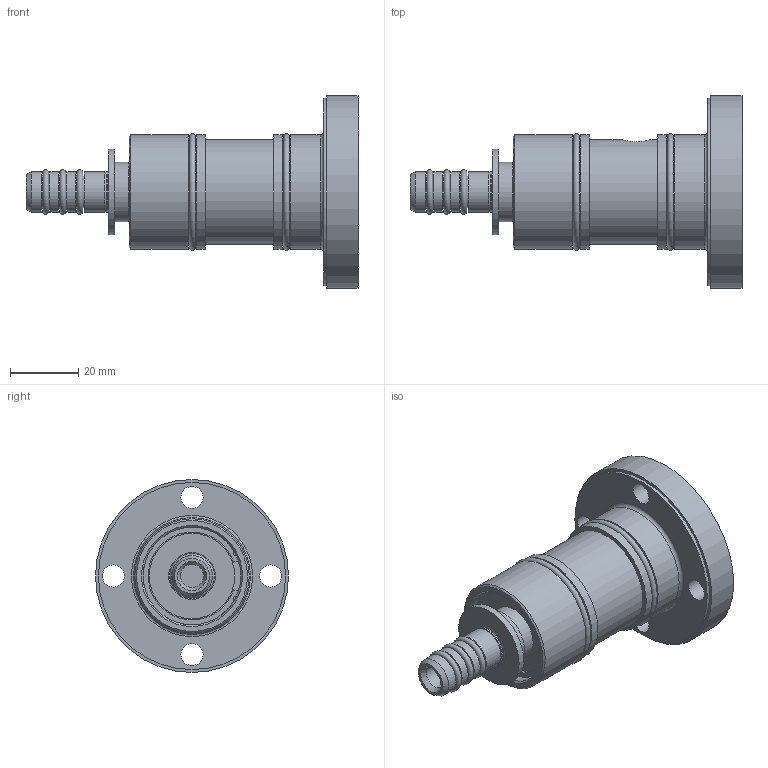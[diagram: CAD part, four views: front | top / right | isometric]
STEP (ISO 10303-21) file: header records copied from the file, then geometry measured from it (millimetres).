
FILE_DESCRIPTION(/* description */ (''),/* implementation_level */ '2;1');
FILE_NAME(/* name */ '1117-420-415-IC.stp',/* time_stamp */ '2020-05-14T13:59:48-05:00',/* author */ ('moorera'),/* organization */ (''),/* preprocessor_version */ 'ST-DEVELOPER v18.1',/* originating_system */ 'Autodesk Inventor 2020',/* authorisation */ '');
FILE_SCHEMA (('AUTOMOTIVE_DESIGN { 1 0 10303 214 3 1 1 }'));
Length unit declared in the file: millimetre
Products named in the file (1): 1117-420-415-IC
Bounding box: 97.2 x 56.49 x 56.49 mm (x, y, z)
Volume: 70878.6 mm3; surface area: 20293.2 mm2
Topology: 6 solids, 6 shells, 373 faces, 990 edges, 672 vertices
Faces by surface type: plane 216, bspline 100, cylinder 42, torus 8, cone 7
Full cylindrical faces by diameter (mm): 3.5 x1, 6.5 x4, 6.647 x1, 6.8 x1, 8.7 x1, 9.5 x3, 11.784 x1, 11.984 x4, 15.9 x1, 17.5 x1, 25 x1, 28.6 x1, 30.6 x2, 30.7 x1, 33.491 x4, 54.8 x1, 56.49 x1
Entity records: 12708 total; most frequent: CARTESIAN_POINT 3622, ORIENTED_EDGE 1978, DIRECTION 1568, EDGE_CURVE 989, VERTEX_POINT 672, LINE 606, VECTOR 606, AXIS2_PLACEMENT_3D 481
